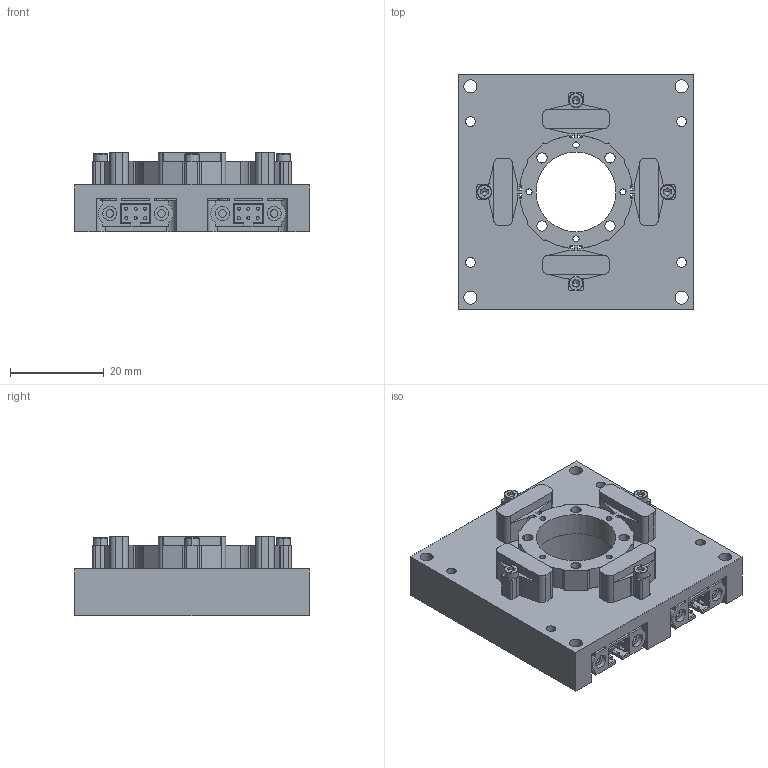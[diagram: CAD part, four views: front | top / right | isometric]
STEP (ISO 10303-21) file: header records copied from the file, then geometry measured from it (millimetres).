
FILE_DESCRIPTION (( 'STEP AP214' ), '1' );
FILE_NAME ('002360_PAss Platine XY25XS 01 A04.STEP', '2011-07-26T07:47:51', ( 'Gilles patient' ), ( 'Cedrat Tech' ), 'SwSTEP 2.0', 'SolidWorks 2010', '' );
FILE_SCHEMA (( 'AUTOMOTIVE_DESIGN' ));
Length unit declared in the file: millimetre
Products named in the file (1): 002360_PAss Platine XY25XS 01 A04
Bounding box: 50 x 50 x 17 mm (x, y, z)
Volume: 21847.2 mm3; surface area: 11228.2 mm2
Topology: 1 solids, 3 shells, 515 faces, 1413 edges, 904 vertices
Faces by surface type: plane 247, cylinder 224, torus 32, cone 12
Entity records: 16659 total; most frequent: DIRECTION 2979, CARTESIAN_POINT 2977, ORIENTED_EDGE 2802, EDGE_CURVE 1401, AXIS2_PLACEMENT_3D 1074, VERTEX_POINT 904, VECTOR 831, LINE 831
